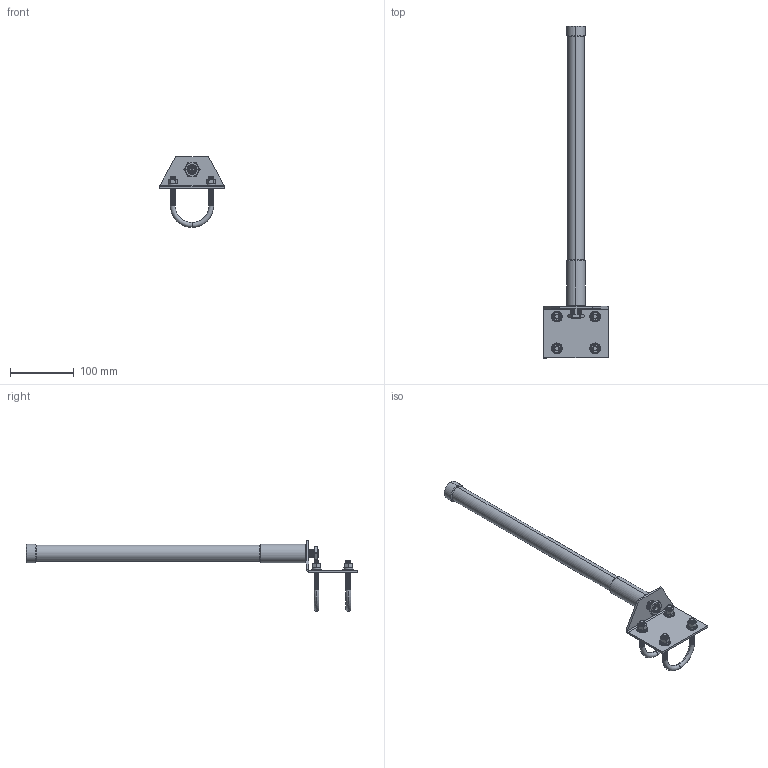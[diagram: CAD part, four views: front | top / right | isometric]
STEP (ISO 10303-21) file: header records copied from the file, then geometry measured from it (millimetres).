
FILE_DESCRIPTION (( 'STEP AP214' ), '1' );
FILE_NAME ('HG5158-09UP-NF.STEP', '2012-11-27T17:20:28', ( '' ), ( '' ), 'SwSTEP 2.0', 'SolidWorks 2012', '' );
FILE_SCHEMA (( 'AUTOMOTIVE_DESIGN' ));
Length unit declared in the file: inch
Products named in the file (4): HG5158-09UP-NF_U-Bolt; HG5158-09UP-NF_Mount Bracket; HG5158-09UP-NF_ANTENNA; HG5158-09UP-NF
Assembly tree (4 placements, depth 2):
  HG5158-09UP-NF
    HG5158-09UP-NF_ANTENNA
    HG5158-09UP-NF_Mount Bracket
    HG5158-09UP-NF_U-Bolt  x2
Bounding box: 100.33 x 519.91 x 111.08 mm (x, y, z)
Volume: 292125.2 mm3; surface area: 80643.3 mm2
Topology: 5 solids, 5 shells, 1239 faces, 2676 edges, 1478 vertices
Faces by surface type: cone 937, plane 156, cylinder 106, torus 40
Entity records: 31406 total; most frequent: CARTESIAN_POINT 4724, DIRECTION 3933, ORIENTED_EDGE 3456, EDGE_CURVE 1728, AXIS2_PLACEMENT_3D 1589, VERTEX_POINT 988, CIRCLE 813, EDGE_LOOP 802
